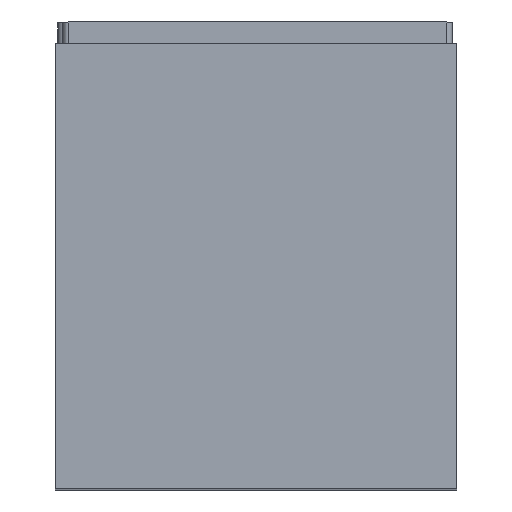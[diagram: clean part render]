
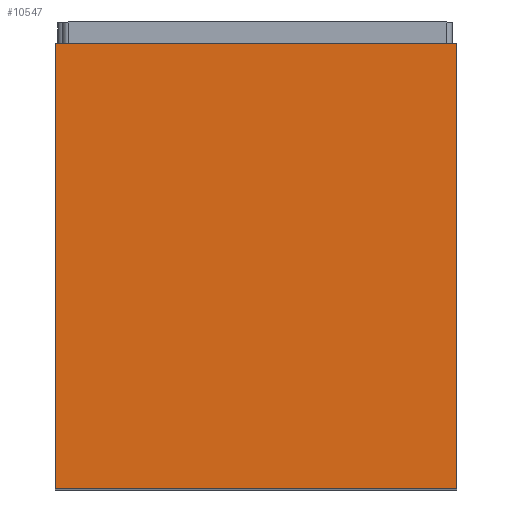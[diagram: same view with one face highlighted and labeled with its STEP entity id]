
A CAD part, top view. The second image highlights one B-rep face of the part: STEP entity #10547.
In plain terms, the highlighted planar face has unit normal (0, 0, 1).
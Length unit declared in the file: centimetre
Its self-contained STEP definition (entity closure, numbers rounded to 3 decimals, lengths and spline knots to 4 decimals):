
#261 = EDGE_LOOP ( 'NONE', ( #7342, #9702, #11574, #5507 ) ) ;
#287 = DIRECTION ( 'NONE',  ( 0., -1., 0. ) ) ;
#568 = VECTOR ( 'NONE', #10032, 100. ) ;
#1206 = VERTEX_POINT ( 'NONE', #1227 ) ;
#1227 = CARTESIAN_POINT ( 'NONE',  ( 0., -1.1725, 10.9113 ) ) ;
#1864 = CARTESIAN_POINT ( 'NONE',  ( 0.2, 5.1496, 10.9113 ) ) ;
#1916 = CARTESIAN_POINT ( 'NONE',  ( 0., 5.1496, 10.9113 ) ) ;
#2179 = DIRECTION ( 'NONE',  ( 0., -1., 0. ) ) ;
#2683 = FACE_OUTER_BOUND ( 'NONE', #261, .T. ) ;
#3202 = CARTESIAN_POINT ( 'NONE',  ( 0.2, 5.1496, 10.9113 ) ) ;
#3389 = VECTOR ( 'NONE', #11521, 100. ) ;
#3435 = CARTESIAN_POINT ( 'NONE',  ( 5.7, -1.1725, 10.9113 ) ) ;
#3621 = AXIS2_PLACEMENT_3D ( 'NONE', #3202, #11964, #10948 ) ;
#4069 = VERTEX_POINT ( 'NONE', #1916 ) ;
#4093 = PLANE ( 'NONE',  #3621 ) ;
#4860 = VERTEX_POINT ( 'NONE', #12020 ) ;
#5507 = ORIENTED_EDGE ( 'NONE', *, *, #12360, .T. ) ;
#6694 = LINE ( 'NONE', #8949, #568 ) ;
#7121 = CARTESIAN_POINT ( 'NONE',  ( 5.7, 5.1496, 10.9113 ) ) ;
#7342 = ORIENTED_EDGE ( 'NONE', *, *, #7727, .T. ) ;
#7727 = EDGE_CURVE ( 'NONE', #4069, #1206, #11639, .T. ) ;
#7765 = LINE ( 'NONE', #7121, #10680 ) ;
#8209 = CARTESIAN_POINT ( 'NONE',  ( 0., 5.1496, 10.9113 ) ) ;
#8347 = VERTEX_POINT ( 'NONE', #3435 ) ;
#8588 = LINE ( 'NONE', #1864, #3389 ) ;
#8599 = EDGE_CURVE ( 'NONE', #4860, #8347, #7765, .T. ) ;
#8949 = CARTESIAN_POINT ( 'NONE',  ( 0.2, -1.1725, 10.9113 ) ) ;
#9702 = ORIENTED_EDGE ( 'NONE', *, *, #9900, .F. ) ;
#9900 = EDGE_CURVE ( 'NONE', #8347, #1206, #6694, .T. ) ;
#10032 = DIRECTION ( 'NONE',  ( -1., 0., 0. ) ) ;
#10411 = VECTOR ( 'NONE', #287, 100. ) ;
#10547 = ADVANCED_FACE ( 'NONE', ( #2683 ), #4093, .F. ) ;
#10680 = VECTOR ( 'NONE', #2179, 100. ) ;
#10948 = DIRECTION ( 'NONE',  ( -1., 0., 0. ) ) ;
#11521 = DIRECTION ( 'NONE',  ( -1., 0., 0. ) ) ;
#11574 = ORIENTED_EDGE ( 'NONE', *, *, #8599, .F. ) ;
#11639 = LINE ( 'NONE', #8209, #10411 ) ;
#11964 = DIRECTION ( 'NONE',  ( 0., 0., -1. ) ) ;
#12020 = CARTESIAN_POINT ( 'NONE',  ( 5.7, 5.1496, 10.9113 ) ) ;
#12360 = EDGE_CURVE ( 'NONE', #4860, #4069, #8588, .T. ) ;
